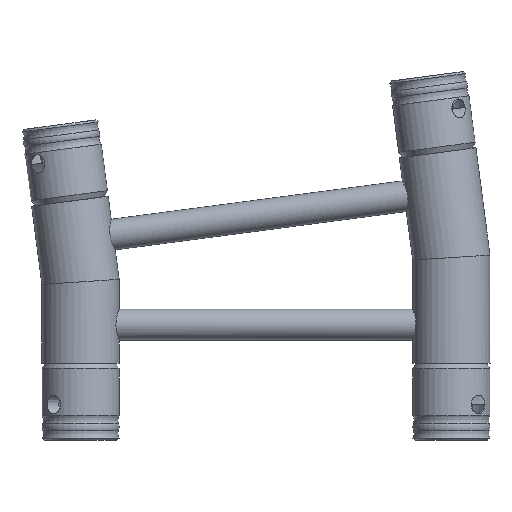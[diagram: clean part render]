
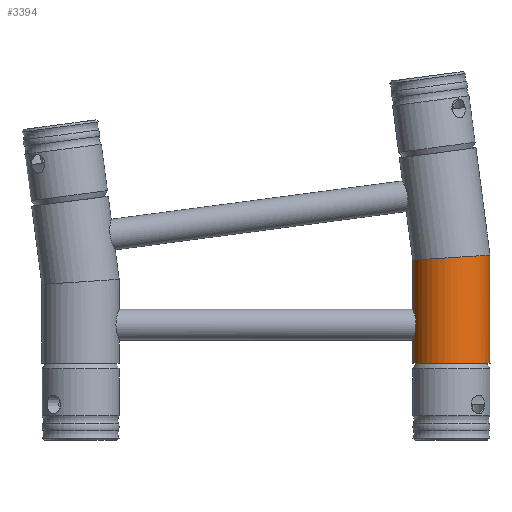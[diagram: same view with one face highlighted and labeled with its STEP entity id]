
A CAD part, front view. The second image highlights one B-rep face of the part: STEP entity #3394.
In plain terms, the highlighted cylindrical face has radius 25 mm (diameter 50 mm), a full revolution.
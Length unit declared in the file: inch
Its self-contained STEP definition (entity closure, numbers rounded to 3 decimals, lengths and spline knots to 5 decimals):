
#116=ELLIPSE('',#4154,0.98636,0.98425);
#117=ELLIPSE('',#4155,0.98636,0.98425);
#118=ELLIPSE('',#4156,0.98636,0.98425);
#290=CIRCLE('',#4158,0.98425);
#610=LINE('',#9206,#738);
#738=VECTOR('',#4925,0.98425);
#954=FACE_OUTER_BOUND('',#1178,.T.);
#1178=EDGE_LOOP('',(#2797,#2798,#2799,#2800,#2801,#2802));
#1611=VERTEX_POINT('',#9195);
#1612=VERTEX_POINT('',#9197);
#1613=VERTEX_POINT('',#9199);
#1614=VERTEX_POINT('',#9203);
#2026=EDGE_CURVE('',#1612,#1611,#116,.T.);
#2027=EDGE_CURVE('',#1612,#1613,#117,.T.);
#2028=EDGE_CURVE('',#1611,#1613,#118,.T.);
#2029=EDGE_CURVE('',#1614,#1614,#290,.T.);
#2030=EDGE_CURVE('',#1611,#1614,#610,.T.);
#2797=ORIENTED_EDGE('',*,*,#2027,.F.);
#2798=ORIENTED_EDGE('',*,*,#2026,.T.);
#2799=ORIENTED_EDGE('',*,*,#2030,.T.);
#2800=ORIENTED_EDGE('',*,*,#2029,.F.);
#2801=ORIENTED_EDGE('',*,*,#2030,.F.);
#2802=ORIENTED_EDGE('',*,*,#2028,.T.);
#3262=CYLINDRICAL_SURFACE('',#4159,0.98425);
#3394=ADVANCED_FACE('',(#954),#3262,.T.);
#4154=AXIS2_PLACEMENT_3D('',#9198,#4913,#4914);
#4155=AXIS2_PLACEMENT_3D('',#9200,#4915,#4916);
#4156=AXIS2_PLACEMENT_3D('',#9201,#4917,#4918);
#4158=AXIS2_PLACEMENT_3D('',#9204,#4921,#4922);
#4159=AXIS2_PLACEMENT_3D('',#9205,#4923,#4924);
#4913=DIRECTION('center_axis',(0.065,0.,
-0.998));
#4914=DIRECTION('ref_axis',(0.998,0.,0.065));
#4915=DIRECTION('center_axis',(-0.065,0.,
0.998));
#4916=DIRECTION('ref_axis',(0.998,0.,0.065));
#4917=DIRECTION('center_axis',(0.065,0.,
-0.998));
#4918=DIRECTION('ref_axis',(0.998,0.,0.065));
#4921=DIRECTION('center_axis',(0.,0.,
-1.));
#4922=DIRECTION('ref_axis',(1.,0.,0.));
#4923=DIRECTION('center_axis',(0.,0.,
1.));
#4924=DIRECTION('ref_axis',(1.,0.,0.));
#4925=DIRECTION('',(0.,0.,-1.));
#9195=CARTESIAN_POINT('',(1.65258,-9.63326,1.98356));
#9197=CARTESIAN_POINT('',(2.63683,-10.61751,2.04807));
#9198=CARTESIAN_POINT('Origin',(2.63683,-9.63326,2.04807));
#9199=CARTESIAN_POINT('',(2.63683,-8.64901,2.04807));
#9200=CARTESIAN_POINT('Origin',(2.63683,-9.63326,2.04807));
#9201=CARTESIAN_POINT('Origin',(2.63683,-9.63326,2.04807));
#9203=CARTESIAN_POINT('',(1.65258,-9.63326,-0.64332));
#9204=CARTESIAN_POINT('Origin',(2.63683,-9.63326,-0.64332));
#9205=CARTESIAN_POINT('Origin',(2.63683,-9.63326,-2.61183));
#9206=CARTESIAN_POINT('',(1.65258,-9.63326,-2.61183));
